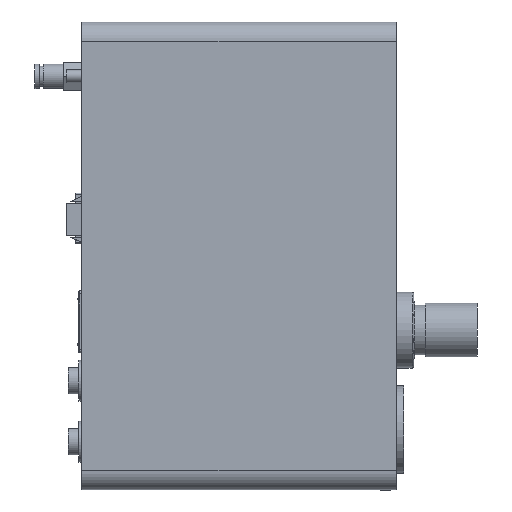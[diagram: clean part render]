
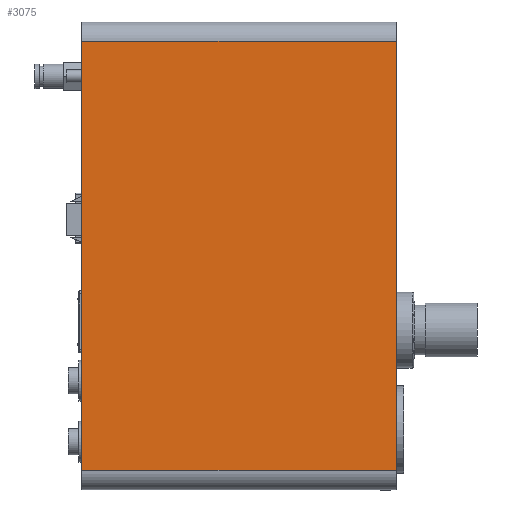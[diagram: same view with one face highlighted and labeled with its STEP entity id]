
A CAD part, top view. The second image highlights one B-rep face of the part: STEP entity #3075.
In plain terms, the highlighted planar face has unit normal (0, 0, 1).
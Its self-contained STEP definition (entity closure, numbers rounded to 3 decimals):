
#190=PLANE('',#3395);
#357=FACE_OUTER_BOUND('',#568,.T.);
#568=EDGE_LOOP('',(#2594,#2595,#2596,#2597));
#824=LINE('',#5050,#1092);
#837=LINE('',#5085,#1105);
#848=LINE('',#5112,#1116);
#849=LINE('',#5114,#1117);
#1092=VECTOR('',#4187,1000.);
#1105=VECTOR('',#4212,1000.);
#1116=VECTOR('',#4249,1000.);
#1117=VECTOR('',#4252,1000.);
#1461=VERTEX_POINT('',#5047);
#1462=VERTEX_POINT('',#5049);
#1477=VERTEX_POINT('',#5082);
#1478=VERTEX_POINT('',#5084);
#1835=EDGE_CURVE('',#1462,#1461,#824,.F.);
#1851=EDGE_CURVE('',#1477,#1478,#837,.F.);
#1869=EDGE_CURVE('',#1462,#1477,#848,.T.);
#1870=EDGE_CURVE('',#1461,#1478,#849,.F.);
#2594=ORIENTED_EDGE('',*,*,#1851,.F.);
#2595=ORIENTED_EDGE('',*,*,#1869,.F.);
#2596=ORIENTED_EDGE('',*,*,#1835,.T.);
#2597=ORIENTED_EDGE('',*,*,#1870,.T.);
#3075=ADVANCED_FACE('',(#357),#190,.T.);
#3395=AXIS2_PLACEMENT_3D('',#5113,#4250,#4251);
#4187=DIRECTION('',(0.,1.,0.));
#4212=DIRECTION('',(0.,1.,0.));
#4249=DIRECTION('',(1.,0.,0.));
#4250=DIRECTION('center_axis',(0.,0.,
1.));
#4251=DIRECTION('ref_axis',(0.,1.,0.));
#4252=DIRECTION('',(-1.,0.,0.));
#5047=CARTESIAN_POINT('',(-77.5,-105.7,67.1));
#5049=CARTESIAN_POINT('',(-77.5,105.7,67.1));
#5050=CARTESIAN_POINT('',(-77.5,105.7,67.1));
#5082=CARTESIAN_POINT('',(77.5,105.7,67.1));
#5084=CARTESIAN_POINT('',(77.5,-105.7,67.1));
#5085=CARTESIAN_POINT('',(77.5,105.7,67.1));
#5112=CARTESIAN_POINT('',(-77.5,105.7,67.1));
#5113=CARTESIAN_POINT('Origin',(-77.5,105.7,67.1));
#5114=CARTESIAN_POINT('',(-77.5,-105.7,67.1));
